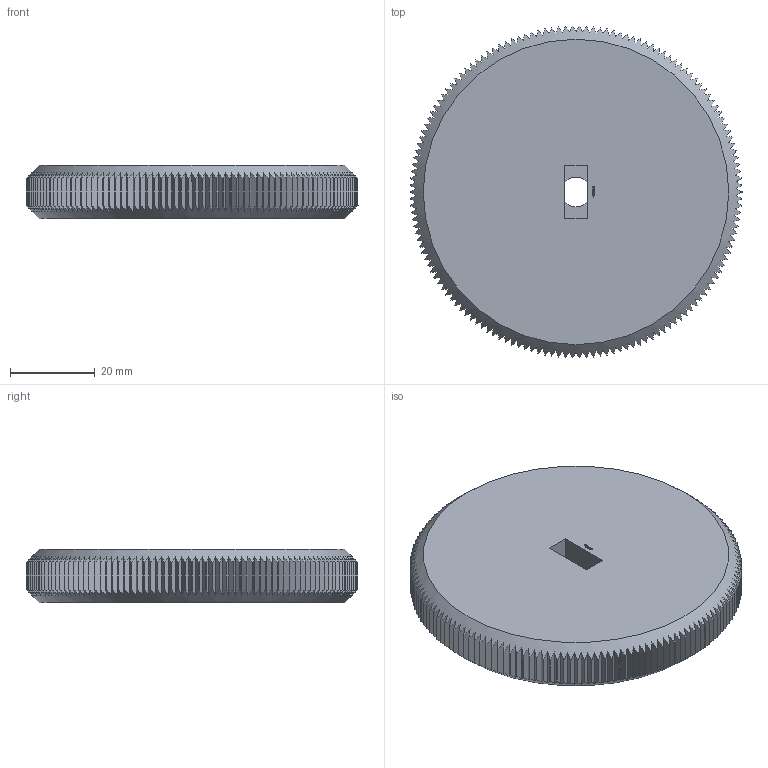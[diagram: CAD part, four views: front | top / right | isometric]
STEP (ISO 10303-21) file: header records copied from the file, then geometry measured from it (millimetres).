
FILE_DESCRIPTION(('FreeCAD Model'),'2;1');
FILE_NAME('Open CASCADE Shape Model','2024-01-03T18:40:48',(''),(''), 'Open CASCADE STEP processor 7.6','FreeCAD','Unknown');
FILE_SCHEMA(('AUTOMOTIVE_DESIGN { 1 0 10303 214 1 1 1 1 }'));
Products named in the file (1): Knob KNR BVD SCR ISR BU01.00x06.25 - SPN-KNB-0020 (stemfie.org)
Bounding box: 78.12 x 78.11 x 12.5 mm (x, y, z)
Volume: 55680.3 mm3; surface area: 13734.3 mm2
Topology: 1 solids, 1 shells, 937 faces, 2700 edges, 1798 vertices
Faces by surface type: plane 617, extrusion 164, cylinder 152, cone 4
Entity records: 68250 total; most frequent: CARTESIAN_POINT 15508, DIRECTION 9462, VECTOR 5482, ORIENTED_EDGE 5400, PCURVE 5400, DEFINITIONAL_REPRESENTATION 5400, LINE 5318, EDGE_CURVE 2700
